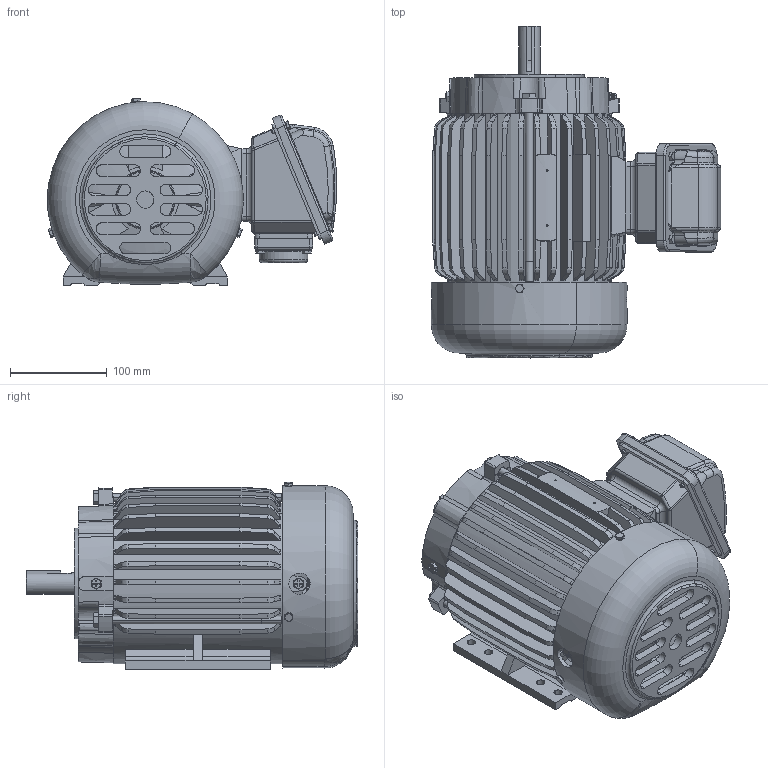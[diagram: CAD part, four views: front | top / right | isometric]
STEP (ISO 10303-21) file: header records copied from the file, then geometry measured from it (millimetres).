
FILE_DESCRIPTION(('CATIA V5 STEP Exchange'),'2;1');
FILE_NAME('31043A250-AEHH8N-CF-145T.stp','2017-07-31T05:25:11+00:00',('none'),('none'),'Version 5-6 Release 2012','CATIA V5 STEP AP203','none');
FILE_SCHEMA(('CONFIG_CONTROL_DESIGN'));
Length unit declared in the file: millimetre
Products named in the file (1): 31043A250-AEHH8N-CF-145T
Bounding box: 299.13 x 343.23 x 193.8 mm (x, y, z)
Volume: 2290506.5 mm3; surface area: 795952.8 mm2
Topology: 3 solids, 10 shells, 2103 faces, 5530 edges, 3514 vertices
Faces by surface type: plane 699, cylinder 688, torus 312, cone 238, bspline 102, sphere 64
Entity records: 72255 total; most frequent: CARTESIAN_POINT 26325, ORIENTED_EDGE 10958, DIRECTION 6801, EDGE_CURVE 5479, VERTEX_POINT 3514, AXIS2_PLACEMENT_3D 3465, EDGE_LOOP 2313, ADVANCED_FACE 2103
